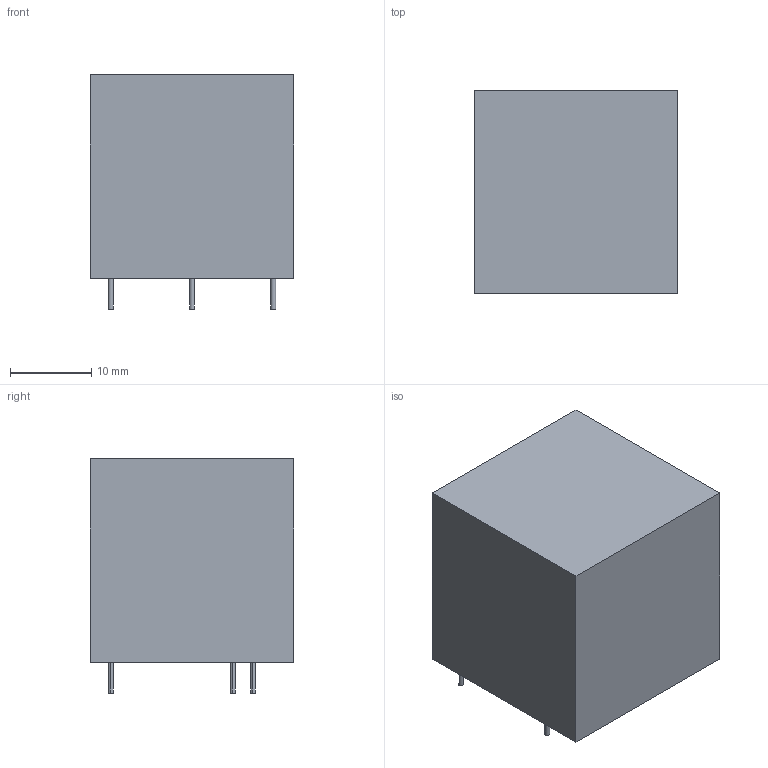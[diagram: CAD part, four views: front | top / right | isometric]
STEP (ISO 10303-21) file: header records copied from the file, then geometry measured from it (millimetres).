
FILE_DESCRIPTION((''),'2;1');
FILE_NAME('IND_SCHURTER_CASE 13P.stp','2011-12-20T15:46:07',(''),(''),'Mechanical Desktop 2011','Mechanical Desktop 2011',', , ');
FILE_SCHEMA(('AUTOMOTIVE_DESIGN { 1 2 10303 214 1 1 1 1 }'));
Length unit declared in the file: millimetre
Products named in the file (1): Product
Bounding box: 25 x 25 x 28.8 mm (x, y, z)
Volume: 15630.4 mm3; surface area: 3788.6 mm2
Topology: 6 solids, 6 shells, 26 faces, 42 edges, 28 vertices
Faces by surface type: cylinder 10, plane 10, bspline 6
Entity records: 653 total; most frequent: CARTESIAN_POINT 115, DIRECTION 104, ORIENTED_EDGE 84, EDGE_CURVE 42, AXIS2_PLACEMENT_3D 41, VERTEX_POINT 28, EDGE_LOOP 26, FACE_OUTER_BOUND 26
